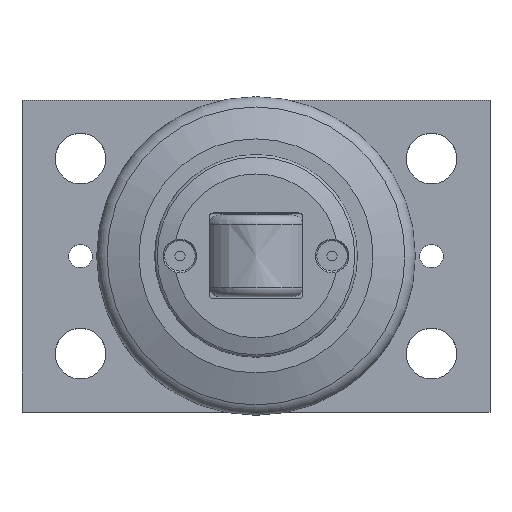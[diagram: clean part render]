
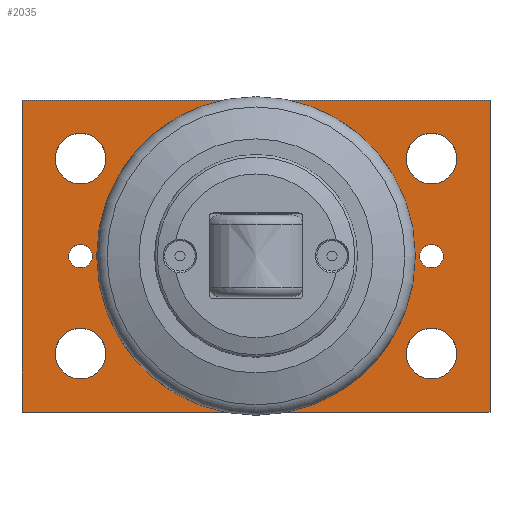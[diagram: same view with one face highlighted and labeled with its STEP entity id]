
A CAD part, top view. The second image highlights one B-rep face of the part: STEP entity #2035.
In plain terms, the highlighted planar face has unit normal (0, 0, 1).
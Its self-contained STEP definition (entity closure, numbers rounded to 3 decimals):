
#63=FACE_BOUND('',#378,.T.);
#64=FACE_BOUND('',#379,.T.);
#65=FACE_BOUND('',#380,.T.);
#66=FACE_BOUND('',#381,.T.);
#67=FACE_BOUND('',#382,.T.);
#68=FACE_BOUND('',#383,.T.);
#69=FACE_BOUND('',#384,.T.);
#70=FACE_BOUND('',#385,.T.);
#71=FACE_BOUND('',#386,.T.);
#72=FACE_BOUND('',#387,.T.);
#73=FACE_BOUND('',#388,.T.);
#126=PLANE('',#2300);
#242=FACE_OUTER_BOUND('',#377,.T.);
#377=EDGE_LOOP('',(#1869,#1870,#1871,#1872));
#378=EDGE_LOOP('',(#1873));
#379=EDGE_LOOP('',(#1874,#1875));
#380=EDGE_LOOP('',(#1876,#1877));
#381=EDGE_LOOP('',(#1878,#1879));
#382=EDGE_LOOP('',(#1880,#1881));
#383=EDGE_LOOP('',(#1882));
#384=EDGE_LOOP('',(#1883));
#385=EDGE_LOOP('',(#1884));
#386=EDGE_LOOP('',(#1885));
#387=EDGE_LOOP('',(#1886));
#388=EDGE_LOOP('',(#1887));
#521=LINE('',#3625,#665);
#525=LINE('',#3633,#669);
#528=LINE('',#3639,#672);
#531=LINE('',#3644,#675);
#665=VECTOR('',#2913,10.);
#669=VECTOR('',#2919,10.);
#672=VECTOR('',#2924,10.);
#675=VECTOR('',#2929,10.);
#782=CIRCLE('',#2253,26.5);
#788=CIRCLE('',#2262,5.053);
#789=CIRCLE('',#2263,5.053);
#791=CIRCLE('',#2266,5.053);
#792=CIRCLE('',#2267,5.053);
#794=CIRCLE('',#2270,5.053);
#795=CIRCLE('',#2271,5.053);
#797=CIRCLE('',#2274,5.053);
#798=CIRCLE('',#2275,5.053);
#800=CIRCLE('',#2278,6.5);
#802=CIRCLE('',#2281,6.5);
#804=CIRCLE('',#2284,6.5);
#806=CIRCLE('',#2287,6.5);
#808=CIRCLE('',#2290,3.);
#810=CIRCLE('',#2293,3.);
#974=VERTEX_POINT('',#3538);
#980=VERTEX_POINT('',#3555);
#981=VERTEX_POINT('',#3556);
#983=VERTEX_POINT('',#3563);
#984=VERTEX_POINT('',#3564);
#986=VERTEX_POINT('',#3571);
#987=VERTEX_POINT('',#3572);
#989=VERTEX_POINT('',#3579);
#990=VERTEX_POINT('',#3580);
#992=VERTEX_POINT('',#3587);
#994=VERTEX_POINT('',#3593);
#996=VERTEX_POINT('',#3599);
#998=VERTEX_POINT('',#3605);
#1000=VERTEX_POINT('',#3611);
#1002=VERTEX_POINT('',#3617);
#1004=VERTEX_POINT('',#3623);
#1005=VERTEX_POINT('',#3624);
#1008=VERTEX_POINT('',#3632);
#1010=VERTEX_POINT('',#3638);
#1252=EDGE_CURVE('',#974,#974,#782,.T.);
#1259=EDGE_CURVE('',#980,#981,#788,.T.);
#1260=EDGE_CURVE('',#981,#980,#789,.T.);
#1263=EDGE_CURVE('',#983,#984,#791,.T.);
#1264=EDGE_CURVE('',#984,#983,#792,.T.);
#1267=EDGE_CURVE('',#986,#987,#794,.T.);
#1268=EDGE_CURVE('',#987,#986,#795,.T.);
#1271=EDGE_CURVE('',#989,#990,#797,.T.);
#1272=EDGE_CURVE('',#990,#989,#798,.T.);
#1275=EDGE_CURVE('',#992,#992,#800,.T.);
#1278=EDGE_CURVE('',#994,#994,#802,.T.);
#1281=EDGE_CURVE('',#996,#996,#804,.T.);
#1284=EDGE_CURVE('',#998,#998,#806,.T.);
#1287=EDGE_CURVE('',#1000,#1000,#808,.T.);
#1290=EDGE_CURVE('',#1002,#1002,#810,.T.);
#1293=EDGE_CURVE('',#1004,#1005,#521,.T.);
#1297=EDGE_CURVE('',#1005,#1008,#525,.T.);
#1300=EDGE_CURVE('',#1008,#1010,#528,.T.);
#1303=EDGE_CURVE('',#1010,#1004,#531,.T.);
#1869=ORIENTED_EDGE('',*,*,#1293,.F.);
#1870=ORIENTED_EDGE('',*,*,#1303,.F.);
#1871=ORIENTED_EDGE('',*,*,#1300,.F.);
#1872=ORIENTED_EDGE('',*,*,#1297,.F.);
#1873=ORIENTED_EDGE('',*,*,#1252,.T.);
#1874=ORIENTED_EDGE('',*,*,#1259,.T.);
#1875=ORIENTED_EDGE('',*,*,#1260,.T.);
#1876=ORIENTED_EDGE('',*,*,#1263,.T.);
#1877=ORIENTED_EDGE('',*,*,#1264,.T.);
#1878=ORIENTED_EDGE('',*,*,#1267,.T.);
#1879=ORIENTED_EDGE('',*,*,#1268,.T.);
#1880=ORIENTED_EDGE('',*,*,#1271,.T.);
#1881=ORIENTED_EDGE('',*,*,#1272,.T.);
#1882=ORIENTED_EDGE('',*,*,#1275,.T.);
#1883=ORIENTED_EDGE('',*,*,#1278,.T.);
#1884=ORIENTED_EDGE('',*,*,#1281,.T.);
#1885=ORIENTED_EDGE('',*,*,#1284,.T.);
#1886=ORIENTED_EDGE('',*,*,#1287,.T.);
#1887=ORIENTED_EDGE('',*,*,#1290,.T.);
#2035=ADVANCED_FACE('',(#242,#63,#64,#65,#66,#67,#68,#69,#70,#71,#72,#73),
#126,.T.);
#2253=AXIS2_PLACEMENT_3D('',#3540,#2816,#2817);
#2262=AXIS2_PLACEMENT_3D('',#3557,#2835,#2836);
#2263=AXIS2_PLACEMENT_3D('',#3558,#2837,#2838);
#2266=AXIS2_PLACEMENT_3D('',#3565,#2844,#2845);
#2267=AXIS2_PLACEMENT_3D('',#3566,#2846,#2847);
#2270=AXIS2_PLACEMENT_3D('',#3573,#2853,#2854);
#2271=AXIS2_PLACEMENT_3D('',#3574,#2855,#2856);
#2274=AXIS2_PLACEMENT_3D('',#3581,#2862,#2863);
#2275=AXIS2_PLACEMENT_3D('',#3582,#2864,#2865);
#2278=AXIS2_PLACEMENT_3D('',#3588,#2871,#2872);
#2281=AXIS2_PLACEMENT_3D('',#3594,#2878,#2879);
#2284=AXIS2_PLACEMENT_3D('',#3600,#2885,#2886);
#2287=AXIS2_PLACEMENT_3D('',#3606,#2892,#2893);
#2290=AXIS2_PLACEMENT_3D('',#3612,#2899,#2900);
#2293=AXIS2_PLACEMENT_3D('',#3618,#2906,#2907);
#2300=AXIS2_PLACEMENT_3D('',#3647,#2933,#2934);
#2816=DIRECTION('center_axis',(0.,0.,-1.));
#2817=DIRECTION('ref_axis',(-1.,0.,0.));
#2835=DIRECTION('center_axis',(0.,0.,-1.));
#2836=DIRECTION('ref_axis',(1.,0.,0.));
#2837=DIRECTION('center_axis',(0.,0.,-1.));
#2838=DIRECTION('ref_axis',(1.,0.,0.));
#2844=DIRECTION('center_axis',(0.,0.,-1.));
#2845=DIRECTION('ref_axis',(1.,0.,0.));
#2846=DIRECTION('center_axis',(0.,0.,-1.));
#2847=DIRECTION('ref_axis',(1.,0.,0.));
#2853=DIRECTION('center_axis',(0.,0.,-1.));
#2854=DIRECTION('ref_axis',(1.,0.,0.));
#2855=DIRECTION('center_axis',(0.,0.,-1.));
#2856=DIRECTION('ref_axis',(1.,0.,0.));
#2862=DIRECTION('center_axis',(0.,0.,-1.));
#2863=DIRECTION('ref_axis',(1.,0.,0.));
#2864=DIRECTION('center_axis',(0.,0.,-1.));
#2865=DIRECTION('ref_axis',(1.,0.,0.));
#2871=DIRECTION('center_axis',(0.,0.,-1.));
#2872=DIRECTION('ref_axis',(-1.,0.,0.));
#2878=DIRECTION('center_axis',(0.,0.,-1.));
#2879=DIRECTION('ref_axis',(-1.,0.,0.));
#2885=DIRECTION('center_axis',(0.,0.,-1.));
#2886=DIRECTION('ref_axis',(-1.,0.,0.));
#2892=DIRECTION('center_axis',(0.,0.,-1.));
#2893=DIRECTION('ref_axis',(-1.,0.,0.));
#2899=DIRECTION('center_axis',(0.,0.,-1.));
#2900=DIRECTION('ref_axis',(-1.,0.,0.));
#2906=DIRECTION('center_axis',(0.,0.,-1.));
#2907=DIRECTION('ref_axis',(-1.,0.,0.));
#2913=DIRECTION('',(0.,1.,0.));
#2919=DIRECTION('',(1.,0.,0.));
#2924=DIRECTION('',(0.,-1.,0.));
#2929=DIRECTION('',(-1.,0.,0.));
#2933=DIRECTION('center_axis',(0.,0.,1.));
#2934=DIRECTION('ref_axis',(1.,0.,0.));
#3538=CARTESIAN_POINT('',(86.5,40.,15.));
#3540=CARTESIAN_POINT('Origin',(60.,40.,15.));
#3555=CARTESIAN_POINT('',(40.053,15.,15.));
#3556=CARTESIAN_POINT('',(29.947,15.,15.));
#3557=CARTESIAN_POINT('Origin',(35.,15.,15.));
#3558=CARTESIAN_POINT('Origin',(35.,15.,15.));
#3563=CARTESIAN_POINT('',(90.053,15.,15.));
#3564=CARTESIAN_POINT('',(79.947,15.,15.));
#3565=CARTESIAN_POINT('Origin',(85.,15.,15.));
#3566=CARTESIAN_POINT('Origin',(85.,15.,15.));
#3571=CARTESIAN_POINT('',(90.053,65.,15.));
#3572=CARTESIAN_POINT('',(79.947,65.,15.));
#3573=CARTESIAN_POINT('Origin',(85.,65.,15.));
#3574=CARTESIAN_POINT('Origin',(85.,65.,15.));
#3579=CARTESIAN_POINT('',(40.053,65.,15.));
#3580=CARTESIAN_POINT('',(29.947,65.,15.));
#3581=CARTESIAN_POINT('Origin',(35.,65.,15.));
#3582=CARTESIAN_POINT('Origin',(35.,65.,15.));
#3587=CARTESIAN_POINT('',(21.5,15.,15.));
#3588=CARTESIAN_POINT('Origin',(15.,15.,15.));
#3593=CARTESIAN_POINT('',(21.5,65.,15.));
#3594=CARTESIAN_POINT('Origin',(15.,65.,15.));
#3599=CARTESIAN_POINT('',(111.5,15.,15.));
#3600=CARTESIAN_POINT('Origin',(105.,15.,15.));
#3605=CARTESIAN_POINT('',(111.5,65.,15.));
#3606=CARTESIAN_POINT('Origin',(105.,65.,15.));
#3611=CARTESIAN_POINT('',(108.,40.,15.));
#3612=CARTESIAN_POINT('Origin',(105.,40.,15.));
#3617=CARTESIAN_POINT('',(18.,40.,15.));
#3618=CARTESIAN_POINT('Origin',(15.,40.,15.));
#3623=CARTESIAN_POINT('',(0.,0.,15.));
#3624=CARTESIAN_POINT('',(0.,80.,15.));
#3625=CARTESIAN_POINT('',(0.,80.,15.));
#3632=CARTESIAN_POINT('',(120.,80.,15.));
#3633=CARTESIAN_POINT('',(120.,80.,15.));
#3638=CARTESIAN_POINT('',(120.,0.,15.));
#3639=CARTESIAN_POINT('',(120.,0.,15.));
#3644=CARTESIAN_POINT('',(0.,0.,15.));
#3647=CARTESIAN_POINT('Origin',(60.,40.,15.));
